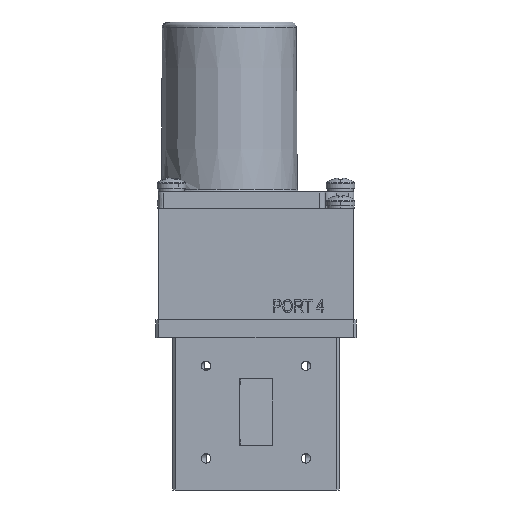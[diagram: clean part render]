
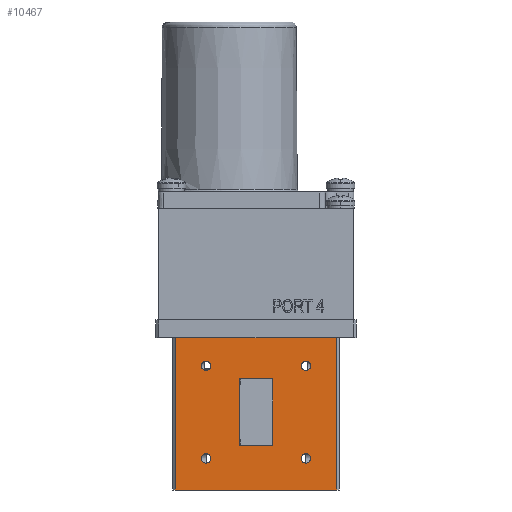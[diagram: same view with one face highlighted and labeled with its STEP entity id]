
A CAD part, front view. The second image highlights one B-rep face of the part: STEP entity #10467.
In plain terms, the highlighted planar face has unit normal (0, -1, 0).
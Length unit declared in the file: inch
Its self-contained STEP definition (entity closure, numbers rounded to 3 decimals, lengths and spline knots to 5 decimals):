
#2162 = CARTESIAN_POINT ( 'NONE',  ( 0.561, -0.9375, 1.395 ) ) ;
#2165 = DIRECTION ( 'NONE',  ( 0., -1., 0. ) ) ;
#2167 = DIRECTION ( 'NONE',  ( 0., 0., -1. ) ) ;
#2914 = PLANE ( 'NONE',  #27870 ) ;
#2920 = CARTESIAN_POINT ( 'NONE',  ( -0.9375, -0.9375, 1.712 ) ) ;
#2922 = DIRECTION ( 'NONE',  ( 0., 1., 0. ) ) ;
#2923 = DIRECTION ( 'NONE',  ( 0., 0., 1. ) ) ;
#2992 = CARTESIAN_POINT ( 'NONE',  ( -0.1875, -0.9375, 1.25 ) ) ;
#2993 = DIRECTION ( 'NONE',  ( 0., 0., -1. ) ) ;
#4867 = LINE ( 'NONE', #19341, #4871 ) ;
#4871 = VECTOR ( 'NONE', #19337, 39.37008 ) ;
#4872 = LINE ( 'NONE', #19349, #4875 ) ;
#4875 = VECTOR ( 'NONE', #19352, 39.37008 ) ;
#4891 = CIRCLE ( 'NONE', #7746, 0.05325 ) ;
#4907 = CIRCLE ( 'NONE', #7751, 0.05325 ) ;
#4933 = CIRCLE ( 'NONE', #7754, 0.05325 ) ;
#5016 = CIRCLE ( 'NONE', #7779, 0.05325 ) ;
#5053 = CIRCLE ( 'NONE', #7790, 0.05325 ) ;
#5054 = CIRCLE ( 'NONE', #7791, 0.05325 ) ;
#5070 = LINE ( 'NONE', #10990, #5073 ) ;
#5073 = VECTOR ( 'NONE', #10991, 39.37008 ) ;
#5079 = LINE ( 'NONE', #11019, #5082 ) ;
#5082 = VECTOR ( 'NONE', #11020, 39.37008 ) ;
#5087 = LINE ( 'NONE', #11064, #5088 ) ;
#5088 = VECTOR ( 'NONE', #11065, 39.37008 ) ;
#5164 = LINE ( 'NONE', #11894, #5166 ) ;
#5166 = VECTOR ( 'NONE', #11895, 39.37008 ) ;
#5171 = CIRCLE ( 'NONE', #20740, 0.05325 ) ;
#5185 = LINE ( 'NONE', #11925, #5188 ) ;
#5188 = VECTOR ( 'NONE', #11927, 39.37008 ) ;
#5229 = CIRCLE ( 'NONE', #20747, 0.05325 ) ;
#5394 = LINE ( 'NONE', #2992, #5396 ) ;
#5396 = VECTOR ( 'NONE', #2993, 39.37008 ) ;
#6295 = CARTESIAN_POINT ( 'NONE',  ( -0.9075, -0.9375, 1.712 ) ) ;
#7746 = AXIS2_PLACEMENT_3D ( 'NONE', #19402, #19403, #19404 ) ;
#7751 = AXIS2_PLACEMENT_3D ( 'NONE', #19436, #19437, #19438 ) ;
#7754 = AXIS2_PLACEMENT_3D ( 'NONE', #19490, #19491, #19492 ) ;
#7779 = AXIS2_PLACEMENT_3D ( 'NONE', #19659, #19660, #19661 ) ;
#7790 = AXIS2_PLACEMENT_3D ( 'NONE', #10945, #10946, #10947 ) ;
#7791 = AXIS2_PLACEMENT_3D ( 'NONE', #10973, #10974, #10975 ) ;
#10467 = ADVANCED_FACE ( 'NONE', ( #27409, #27405, #27406, #27408, #27410, #27411 ), #2914, .F. ) ;
#10945 = CARTESIAN_POINT ( 'NONE',  ( 0.561, -0.9375, 1.395 ) ) ;
#10946 = DIRECTION ( 'NONE',  ( 0., -1., 0. ) ) ;
#10947 = DIRECTION ( 'NONE',  ( 0., 0., -1. ) ) ;
#10973 = CARTESIAN_POINT ( 'NONE',  ( -0.561, -0.9375, 1.395 ) ) ;
#10974 = DIRECTION ( 'NONE',  ( 0., -1., 0. ) ) ;
#10975 = DIRECTION ( 'NONE',  ( 0., 0., -1. ) ) ;
#10990 = CARTESIAN_POINT ( 'NONE',  ( 0.9075, -0.9375, 1.712 ) ) ;
#10991 = DIRECTION ( 'NONE',  ( 0., 0., 1. ) ) ;
#11019 = CARTESIAN_POINT ( 'NONE',  ( -0.9075, -0.9375, 1.712 ) ) ;
#11020 = DIRECTION ( 'NONE',  ( 0., 0., -1. ) ) ;
#11064 = CARTESIAN_POINT ( 'NONE',  ( 0.1875, -0.9375, 1.25 ) ) ;
#11065 = DIRECTION ( 'NONE',  ( 0., 0., 1. ) ) ;
#11894 = CARTESIAN_POINT ( 'NONE',  ( -0.1875, -0.9375, 1.25 ) ) ;
#11895 = DIRECTION ( 'NONE',  ( -1., 0., 0. ) ) ;
#11905 = CARTESIAN_POINT ( 'NONE',  ( -0.561, -0.9375, 0.355 ) ) ;
#11906 = DIRECTION ( 'NONE',  ( 0., -1., 0. ) ) ;
#11907 = DIRECTION ( 'NONE',  ( 0., 0., -1. ) ) ;
#11925 = CARTESIAN_POINT ( 'NONE',  ( -0.1875, -0.9375, 0.5 ) ) ;
#11927 = DIRECTION ( 'NONE',  ( 1., 0., 0. ) ) ;
#13414 = CARTESIAN_POINT ( 'NONE',  ( 0.9075, -0.9375, 0. ) ) ;
#13423 = CARTESIAN_POINT ( 'NONE',  ( -0.9075, -0.9375, 0. ) ) ;
#13511 = VERTEX_POINT ( 'NONE', #13414 ) ;
#13516 = VERTEX_POINT ( 'NONE', #13423 ) ;
#15197 = VERTEX_POINT ( 'NONE', #18634 ) ;
#15203 = VERTEX_POINT ( 'NONE', #18653 ) ;
#15348 = VERTEX_POINT ( 'NONE', #18922 ) ;
#15380 = VERTEX_POINT ( 'NONE', #18981 ) ;
#15436 = VERTEX_POINT ( 'NONE', #19085 ) ;
#15494 = VERTEX_POINT ( 'NONE', #19178 ) ;
#15523 = VERTEX_POINT ( 'NONE', #19207 ) ;
#15527 = VERTEX_POINT ( 'NONE', #19211 ) ;
#15535 = VERTEX_POINT ( 'NONE', #19219 ) ;
#15541 = VERTEX_POINT ( 'NONE', #19225 ) ;
#15566 = VERTEX_POINT ( 'NONE', #19250 ) ;
#15567 = VERTEX_POINT ( 'NONE', #19251 ) ;
#15578 = VERTEX_POINT ( 'NONE', #19262 ) ;
#15675 = EDGE_LOOP ( 'NONE', ( #26415, #26285 ) ) ;
#15689 = EDGE_LOOP ( 'NONE', ( #26305, #26291, #26287, #26281 ) ) ;
#15691 = EDGE_LOOP ( 'NONE', ( #26331, #26315 ) ) ;
#15697 = EDGE_LOOP ( 'NONE', ( #26273, #26327 ) ) ;
#15701 = EDGE_LOOP ( 'NONE', ( #26377, #26313, #26343, #26317 ) ) ;
#15804 = EDGE_CURVE ( 'NONE', #25823, #15578, #4867, .T. ) ;
#15810 = EDGE_CURVE ( 'NONE', #13516, #13511, #4872, .T. ) ;
#15836 = EDGE_CURVE ( 'NONE', #15566, #15494, #4891, .T. ) ;
#15861 = EDGE_CURVE ( 'NONE', #15197, #15203, #4907, .T. ) ;
#15890 = EDGE_CURVE ( 'NONE', #15494, #15566, #4933, .T. ) ;
#16120 = EDGE_CURVE ( 'NONE', #15523, #15567, #5016, .T. ) ;
#16250 = EDGE_CURVE ( 'NONE', #15541, #15535, #5053, .T. ) ;
#16262 = EDGE_CURVE ( 'NONE', #15203, #15197, #5054, .T. ) ;
#16283 = EDGE_CURVE ( 'NONE', #13511, #15578, #5070, .T. ) ;
#16308 = EDGE_CURVE ( 'NONE', #25823, #13516, #5079, .T. ) ;
#16322 = EDGE_CURVE ( 'NONE', #15436, #15527, #5087, .T. ) ;
#17843 = EDGE_CURVE ( 'NONE', #15527, #15380, #5164, .T. ) ;
#17847 = EDGE_CURVE ( 'NONE', #15567, #15523, #5171, .T. ) ;
#17856 = EDGE_CURVE ( 'NONE', #15348, #15436, #5185, .T. ) ;
#17885 = EDGE_CURVE ( 'NONE', #15535, #15541, #5229, .T. ) ;
#17996 = EDGE_CURVE ( 'NONE', #15380, #15348, #5394, .T. ) ;
#18631 = EDGE_LOOP ( 'NONE', ( #26321, #26325 ) ) ;
#18634 = CARTESIAN_POINT ( 'NONE',  ( -0.561, -0.9375, 1.44825 ) ) ;
#18653 = CARTESIAN_POINT ( 'NONE',  ( -0.561, -0.9375, 1.34175 ) ) ;
#18922 = CARTESIAN_POINT ( 'NONE',  ( -0.1875, -0.9375, 0.5 ) ) ;
#18981 = CARTESIAN_POINT ( 'NONE',  ( -0.1875, -0.9375, 1.25 ) ) ;
#19085 = CARTESIAN_POINT ( 'NONE',  ( 0.1875, -0.9375, 0.5 ) ) ;
#19178 = CARTESIAN_POINT ( 'NONE',  ( 0.561, -0.9375, 0.30175 ) ) ;
#19207 = CARTESIAN_POINT ( 'NONE',  ( -0.561, -0.9375, 0.30175 ) ) ;
#19211 = CARTESIAN_POINT ( 'NONE',  ( 0.1875, -0.9375, 1.25 ) ) ;
#19219 = CARTESIAN_POINT ( 'NONE',  ( 0.561, -0.9375, 1.44825 ) ) ;
#19225 = CARTESIAN_POINT ( 'NONE',  ( 0.561, -0.9375, 1.34175 ) ) ;
#19250 = CARTESIAN_POINT ( 'NONE',  ( 0.561, -0.9375, 0.40825 ) ) ;
#19251 = CARTESIAN_POINT ( 'NONE',  ( -0.561, -0.9375, 0.40825 ) ) ;
#19262 = CARTESIAN_POINT ( 'NONE',  ( 0.9075, -0.9375, 1.712 ) ) ;
#19337 = DIRECTION ( 'NONE',  ( 1., 0., 0. ) ) ;
#19341 = CARTESIAN_POINT ( 'NONE',  ( -0.9375, -0.9375, 1.712 ) ) ;
#19349 = CARTESIAN_POINT ( 'NONE',  ( -0.9375, -0.9375, 0. ) ) ;
#19352 = DIRECTION ( 'NONE',  ( 1., 0., 0. ) ) ;
#19402 = CARTESIAN_POINT ( 'NONE',  ( 0.561, -0.9375, 0.355 ) ) ;
#19403 = DIRECTION ( 'NONE',  ( 0., -1., 0. ) ) ;
#19404 = DIRECTION ( 'NONE',  ( 0., 0., -1. ) ) ;
#19436 = CARTESIAN_POINT ( 'NONE',  ( -0.561, -0.9375, 1.395 ) ) ;
#19437 = DIRECTION ( 'NONE',  ( 0., -1., 0. ) ) ;
#19438 = DIRECTION ( 'NONE',  ( 0., 0., -1. ) ) ;
#19490 = CARTESIAN_POINT ( 'NONE',  ( 0.561, -0.9375, 0.355 ) ) ;
#19491 = DIRECTION ( 'NONE',  ( 0., -1., 0. ) ) ;
#19492 = DIRECTION ( 'NONE',  ( 0., 0., -1. ) ) ;
#19659 = CARTESIAN_POINT ( 'NONE',  ( -0.561, -0.9375, 0.355 ) ) ;
#19660 = DIRECTION ( 'NONE',  ( 0., -1., 0. ) ) ;
#19661 = DIRECTION ( 'NONE',  ( 0., 0., -1. ) ) ;
#20740 = AXIS2_PLACEMENT_3D ( 'NONE', #11905, #11906, #11907 ) ;
#20747 = AXIS2_PLACEMENT_3D ( 'NONE', #2162, #2165, #2167 ) ;
#25823 = VERTEX_POINT ( 'NONE', #6295 ) ;
#26273 = ORIENTED_EDGE ( 'NONE', *, *, #16120, .F. ) ;
#26281 = ORIENTED_EDGE ( 'NONE', *, *, #16308, .T. ) ;
#26285 = ORIENTED_EDGE ( 'NONE', *, *, #15861, .F. ) ;
#26287 = ORIENTED_EDGE ( 'NONE', *, *, #15804, .F. ) ;
#26291 = ORIENTED_EDGE ( 'NONE', *, *, #16283, .T. ) ;
#26305 = ORIENTED_EDGE ( 'NONE', *, *, #15810, .T. ) ;
#26313 = ORIENTED_EDGE ( 'NONE', *, *, #17856, .F. ) ;
#26315 = ORIENTED_EDGE ( 'NONE', *, *, #17885, .F. ) ;
#26317 = ORIENTED_EDGE ( 'NONE', *, *, #17843, .F. ) ;
#26321 = ORIENTED_EDGE ( 'NONE', *, *, #15890, .F. ) ;
#26325 = ORIENTED_EDGE ( 'NONE', *, *, #15836, .F. ) ;
#26327 = ORIENTED_EDGE ( 'NONE', *, *, #17847, .F. ) ;
#26331 = ORIENTED_EDGE ( 'NONE', *, *, #16250, .F. ) ;
#26343 = ORIENTED_EDGE ( 'NONE', *, *, #17996, .F. ) ;
#26377 = ORIENTED_EDGE ( 'NONE', *, *, #16322, .F. ) ;
#26415 = ORIENTED_EDGE ( 'NONE', *, *, #16262, .F. ) ;
#27405 = FACE_BOUND ( 'NONE', #15697, .T. ) ;
#27406 = FACE_BOUND ( 'NONE', #18631, .T. ) ;
#27408 = FACE_BOUND ( 'NONE', #15691, .T. ) ;
#27409 = FACE_BOUND ( 'NONE', #15675, .T. ) ;
#27410 = FACE_BOUND ( 'NONE', #15701, .T. ) ;
#27411 = FACE_OUTER_BOUND ( 'NONE', #15689, .T. ) ;
#27870 = AXIS2_PLACEMENT_3D ( 'NONE', #2920, #2922, #2923 ) ;
